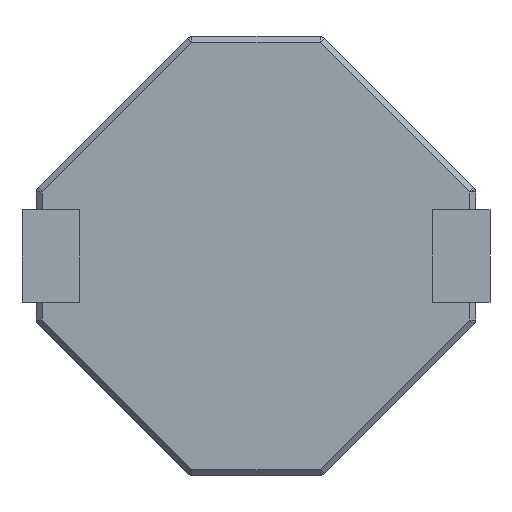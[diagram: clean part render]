
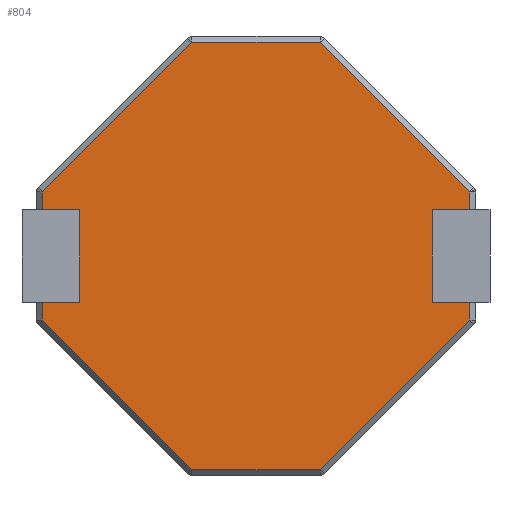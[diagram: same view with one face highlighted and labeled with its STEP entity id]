
A CAD part, front view. The second image highlights one B-rep face of the part: STEP entity #804.
In plain terms, the highlighted planar face has unit normal (0, -1, 0).
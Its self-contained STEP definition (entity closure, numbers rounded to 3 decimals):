
#6 = FACE_OUTER_BOUND ( 'NONE', #353, .T. ) ;
#28 = CARTESIAN_POINT ( 'NONE',  ( -1.108, 0., 3.7 ) ) ;
#29 = VERTEX_POINT ( 'NONE', #1206 ) ;
#45 = CARTESIAN_POINT ( 'NONE',  ( 3.7, 0., 1.108 ) ) ;
#50 = DIRECTION ( 'NONE',  ( 1., 0., 0. ) ) ;
#61 = ORIENTED_EDGE ( 'NONE', *, *, #788, .T. ) ;
#72 = ORIENTED_EDGE ( 'NONE', *, *, #1948, .F. ) ;
#85 = LINE ( 'NONE', #1366, #1885 ) ;
#105 = LINE ( 'NONE', #2212, #1475 ) ;
#112 = CARTESIAN_POINT ( 'NONE',  ( 3.7, 0., 0.8 ) ) ;
#198 = CARTESIAN_POINT ( 'NONE',  ( 3.7, 0., -1.108 ) ) ;
#202 = VERTEX_POINT ( 'NONE', #1218 ) ;
#207 = DIRECTION ( 'NONE',  ( 0., 0., -1. ) ) ;
#221 = VECTOR ( 'NONE', #718, 1000. ) ;
#251 = VERTEX_POINT ( 'NONE', #1758 ) ;
#265 = EDGE_CURVE ( 'NONE', #2192, #439, #712, .T. ) ;
#295 = VECTOR ( 'NONE', #537, 1000. ) ;
#353 = EDGE_LOOP ( 'NONE', ( #1682, #1777, #2240, #2155, #61, #1249, #1494, #72, #1512, #1274, #1444, #950, #1397, #448, #1671, #1522 ) ) ;
#381 = EDGE_CURVE ( 'NONE', #439, #1626, #105, .T. ) ;
#395 = LINE ( 'NONE', #1314, #809 ) ;
#410 = DIRECTION ( 'NONE',  ( 0., 0., -1. ) ) ;
#413 = DIRECTION ( 'NONE',  ( 1., 0., 0. ) ) ;
#414 = EDGE_CURVE ( 'NONE', #2056, #251, #85, .T. ) ;
#439 = VERTEX_POINT ( 'NONE', #821 ) ;
#448 = ORIENTED_EDGE ( 'NONE', *, *, #2046, .T. ) ;
#486 = VECTOR ( 'NONE', #2074, 1000. ) ;
#508 = DIRECTION ( 'NONE',  ( 0., 0., -1. ) ) ;
#536 = CARTESIAN_POINT ( 'NONE',  ( 3.7, 0., -1.108 ) ) ;
#537 = DIRECTION ( 'NONE',  ( -1., 0., 0. ) ) ;
#551 = CARTESIAN_POINT ( 'NONE',  ( 0., 0., -0.8 ) ) ;
#579 = LINE ( 'NONE', #1471, #295 ) ;
#653 = CARTESIAN_POINT ( 'NONE',  ( -3.7, 0., 1.108 ) ) ;
#695 = EDGE_CURVE ( 'NONE', #2192, #2056, #1730, .T. ) ;
#712 = LINE ( 'NONE', #1424, #2090 ) ;
#718 = DIRECTION ( 'NONE',  ( 1., 0., 0. ) ) ;
#743 = VERTEX_POINT ( 'NONE', #2201 ) ;
#765 = CARTESIAN_POINT ( 'NONE',  ( 0., 0., 0. ) ) ;
#770 = VERTEX_POINT ( 'NONE', #198 ) ;
#783 = CARTESIAN_POINT ( 'NONE',  ( -1.108, 0., 3.7 ) ) ;
#788 = EDGE_CURVE ( 'NONE', #202, #770, #1457, .T. ) ;
#804 = ADVANCED_FACE ( 'NONE', ( #6 ), #917, .T. ) ;
#809 = VECTOR ( 'NONE', #207, 1000. ) ;
#815 = VERTEX_POINT ( 'NONE', #2191 ) ;
#821 = CARTESIAN_POINT ( 'NONE',  ( -3.7, 0., -1.108 ) ) ;
#834 = VERTEX_POINT ( 'NONE', #28 ) ;
#850 = LINE ( 'NONE', #1336, #1947 ) ;
#917 = PLANE ( 'NONE',  #2153 ) ;
#950 = ORIENTED_EDGE ( 'NONE', *, *, #1470, .T. ) ;
#965 = DIRECTION ( 'NONE',  ( 0., 0., 1. ) ) ;
#990 = CARTESIAN_POINT ( 'NONE',  ( -3.7, 0., 1.108 ) ) ;
#1022 = CARTESIAN_POINT ( 'NONE',  ( 0., 0., 0.8 ) ) ;
#1035 = CARTESIAN_POINT ( 'NONE',  ( 3.05, 0., 0. ) ) ;
#1122 = CARTESIAN_POINT ( 'NONE',  ( -3.05, 0., -0.8 ) ) ;
#1164 = DIRECTION ( 'NONE',  ( 0.707, 0., -0.707 ) ) ;
#1206 = CARTESIAN_POINT ( 'NONE',  ( 3.05, 0., -0.8 ) ) ;
#1218 = CARTESIAN_POINT ( 'NONE',  ( 1.108, 0., -3.7 ) ) ;
#1245 = CARTESIAN_POINT ( 'NONE',  ( 0., 0., -0.8 ) ) ;
#1249 = ORIENTED_EDGE ( 'NONE', *, *, #2225, .T. ) ;
#1264 = EDGE_CURVE ( 'NONE', #1811, #1751, #1403, .T. ) ;
#1274 = ORIENTED_EDGE ( 'NONE', *, *, #1904, .T. ) ;
#1314 = CARTESIAN_POINT ( 'NONE',  ( -3.7, 0., 0.8 ) ) ;
#1329 = VECTOR ( 'NONE', #508, 1000. ) ;
#1336 = CARTESIAN_POINT ( 'NONE',  ( 3.7, 0., -0.8 ) ) ;
#1366 = CARTESIAN_POINT ( 'NONE',  ( -3.05, 0., 0. ) ) ;
#1381 = DIRECTION ( 'NONE',  ( -0.707, 0., 0.707 ) ) ;
#1397 = ORIENTED_EDGE ( 'NONE', *, *, #1437, .T. ) ;
#1403 = LINE ( 'NONE', #1456, #1833 ) ;
#1424 = CARTESIAN_POINT ( 'NONE',  ( -3.7, 0., -1.108 ) ) ;
#1437 = EDGE_CURVE ( 'NONE', #834, #2160, #2251, .T. ) ;
#1444 = ORIENTED_EDGE ( 'NONE', *, *, #1264, .T. ) ;
#1447 = LINE ( 'NONE', #2007, #221 ) ;
#1456 = CARTESIAN_POINT ( 'NONE',  ( 1.108, 0., 3.7 ) ) ;
#1457 = LINE ( 'NONE', #536, #1738 ) ;
#1470 = EDGE_CURVE ( 'NONE', #1751, #834, #1901, .T. ) ;
#1471 = CARTESIAN_POINT ( 'NONE',  ( 0., 0., 0.8 ) ) ;
#1475 = VECTOR ( 'NONE', #1164, 1000. ) ;
#1494 = ORIENTED_EDGE ( 'NONE', *, *, #1737, .F. ) ;
#1497 = VERTEX_POINT ( 'NONE', #112 ) ;
#1512 = ORIENTED_EDGE ( 'NONE', *, *, #1570, .F. ) ;
#1522 = ORIENTED_EDGE ( 'NONE', *, *, #414, .F. ) ;
#1546 = VECTOR ( 'NONE', #1562, 1000. ) ;
#1562 = DIRECTION ( 'NONE',  ( -1., 0., 0. ) ) ;
#1569 = DIRECTION ( 'NONE',  ( -1., 0., 0. ) ) ;
#1570 = EDGE_CURVE ( 'NONE', #1497, #743, #1924, .T. ) ;
#1608 = DIRECTION ( 'NONE',  ( 0., 0., 1. ) ) ;
#1617 = DIRECTION ( 'NONE',  ( 0., 0., -1. ) ) ;
#1626 = VERTEX_POINT ( 'NONE', #1733 ) ;
#1636 = DIRECTION ( 'NONE',  ( 0., -1., 0. ) ) ;
#1653 = VERTEX_POINT ( 'NONE', #2280 ) ;
#1669 = DIRECTION ( 'NONE',  ( 0.707, 0., 0.707 ) ) ;
#1671 = ORIENTED_EDGE ( 'NONE', *, *, #1728, .F. ) ;
#1682 = ORIENTED_EDGE ( 'NONE', *, *, #695, .F. ) ;
#1719 = VECTOR ( 'NONE', #413, 1000. ) ;
#1728 = EDGE_CURVE ( 'NONE', #251, #815, #579, .T. ) ;
#1730 = LINE ( 'NONE', #1245, #2296 ) ;
#1733 = CARTESIAN_POINT ( 'NONE',  ( -1.108, 0., -3.7 ) ) ;
#1737 = EDGE_CURVE ( 'NONE', #29, #1653, #2195, .T. ) ;
#1738 = VECTOR ( 'NONE', #1669, 1000. ) ;
#1750 = CARTESIAN_POINT ( 'NONE',  ( 3.7, 0., 1.108 ) ) ;
#1751 = VERTEX_POINT ( 'NONE', #1824 ) ;
#1758 = CARTESIAN_POINT ( 'NONE',  ( -3.05, 0., 0.8 ) ) ;
#1770 = EDGE_CURVE ( 'NONE', #1626, #202, #1447, .T. ) ;
#1777 = ORIENTED_EDGE ( 'NONE', *, *, #265, .T. ) ;
#1802 = VECTOR ( 'NONE', #1569, 1000. ) ;
#1811 = VERTEX_POINT ( 'NONE', #45 ) ;
#1824 = CARTESIAN_POINT ( 'NONE',  ( 1.108, 0., 3.7 ) ) ;
#1833 = VECTOR ( 'NONE', #1381, 1000. ) ;
#1885 = VECTOR ( 'NONE', #965, 1000. ) ;
#1901 = LINE ( 'NONE', #783, #1802 ) ;
#1904 = EDGE_CURVE ( 'NONE', #1497, #1811, #1976, .T. ) ;
#1924 = LINE ( 'NONE', #1022, #1546 ) ;
#1947 = VECTOR ( 'NONE', #2124, 1000. ) ;
#1948 = EDGE_CURVE ( 'NONE', #743, #29, #2117, .T. ) ;
#1976 = LINE ( 'NONE', #1750, #2037 ) ;
#2007 = CARTESIAN_POINT ( 'NONE',  ( 1.108, 0., -3.7 ) ) ;
#2037 = VECTOR ( 'NONE', #1608, 1000. ) ;
#2046 = EDGE_CURVE ( 'NONE', #2160, #815, #395, .T. ) ;
#2056 = VERTEX_POINT ( 'NONE', #1122 ) ;
#2074 = DIRECTION ( 'NONE',  ( -0.707, 0., -0.707 ) ) ;
#2090 = VECTOR ( 'NONE', #1617, 1000. ) ;
#2091 = CARTESIAN_POINT ( 'NONE',  ( -3.7, 0., -0.8 ) ) ;
#2117 = LINE ( 'NONE', #1035, #1329 ) ;
#2124 = DIRECTION ( 'NONE',  ( 0., 0., 1. ) ) ;
#2153 = AXIS2_PLACEMENT_3D ( 'NONE', #765, #1636, #410 ) ;
#2155 = ORIENTED_EDGE ( 'NONE', *, *, #1770, .T. ) ;
#2160 = VERTEX_POINT ( 'NONE', #653 ) ;
#2191 = CARTESIAN_POINT ( 'NONE',  ( -3.7, 0., 0.8 ) ) ;
#2192 = VERTEX_POINT ( 'NONE', #2091 ) ;
#2195 = LINE ( 'NONE', #551, #1719 ) ;
#2201 = CARTESIAN_POINT ( 'NONE',  ( 3.05, 0., 0.8 ) ) ;
#2212 = CARTESIAN_POINT ( 'NONE',  ( -1.108, 0., -3.7 ) ) ;
#2225 = EDGE_CURVE ( 'NONE', #770, #1653, #850, .T. ) ;
#2240 = ORIENTED_EDGE ( 'NONE', *, *, #381, .T. ) ;
#2251 = LINE ( 'NONE', #990, #486 ) ;
#2280 = CARTESIAN_POINT ( 'NONE',  ( 3.7, 0., -0.8 ) ) ;
#2296 = VECTOR ( 'NONE', #50, 1000. ) ;
